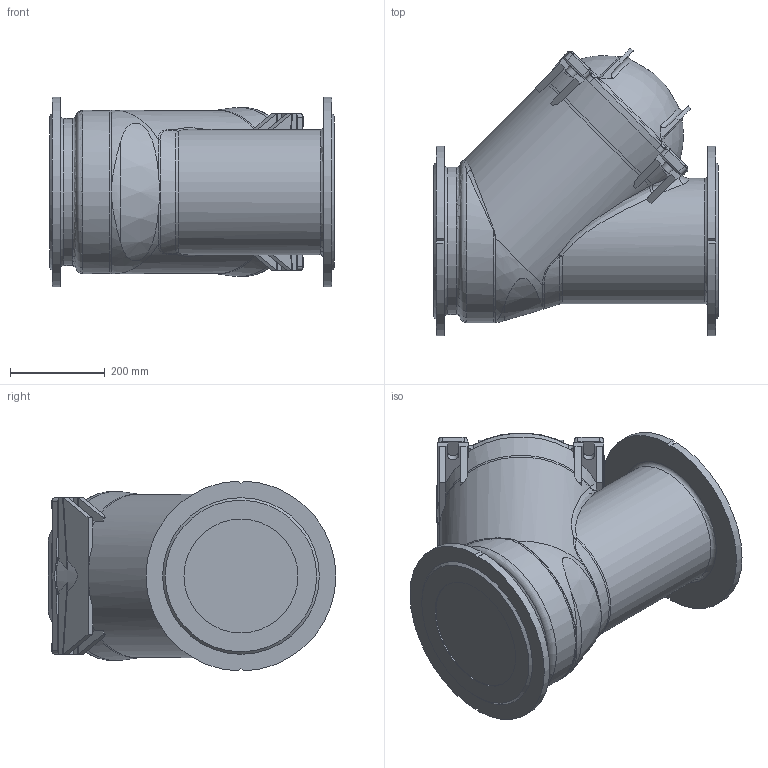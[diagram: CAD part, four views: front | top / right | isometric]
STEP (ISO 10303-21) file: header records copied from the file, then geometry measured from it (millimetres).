
FILE_DESCRIPTION (( 'STEP AP203' ), '1' );
FILE_NAME ('O_53_35_DN250_AA1_step.step', '2016-05-12T06:48:45', ( 'Windows User' ), ( 'AVK' ), 'SwSTEP 2.0', 'SolidWorks 2012', '' );
FILE_SCHEMA (( 'CONFIG_CONTROL_DESIGN' ));
Length unit declared in the file: millimetre
Products named in the file (1): O_53_35_DN250_AA1_step
Bounding box: 600 x 606.23 x 399.88 mm (x, y, z)
Volume: 67895653.1 mm3; surface area: 1344014.6 mm2
Topology: 1 solids, 1 shells, 263 faces, 673 edges, 409 vertices
Faces by surface type: plane 119, cylinder 52, bspline 48, torus 24, cone 11, sphere 9
Full cylindrical faces by diameter (mm): 240 x1, 250 x1, 264 x1, 310 x1
Entity records: 10972 total; most frequent: CARTESIAN_POINT 5219, ORIENTED_EDGE 1292, DIRECTION 1053, EDGE_CURVE 646, VERTEX_POINT 403, AXIS2_PLACEMENT_3D 389, EDGE_LOOP 281, LINE 275
